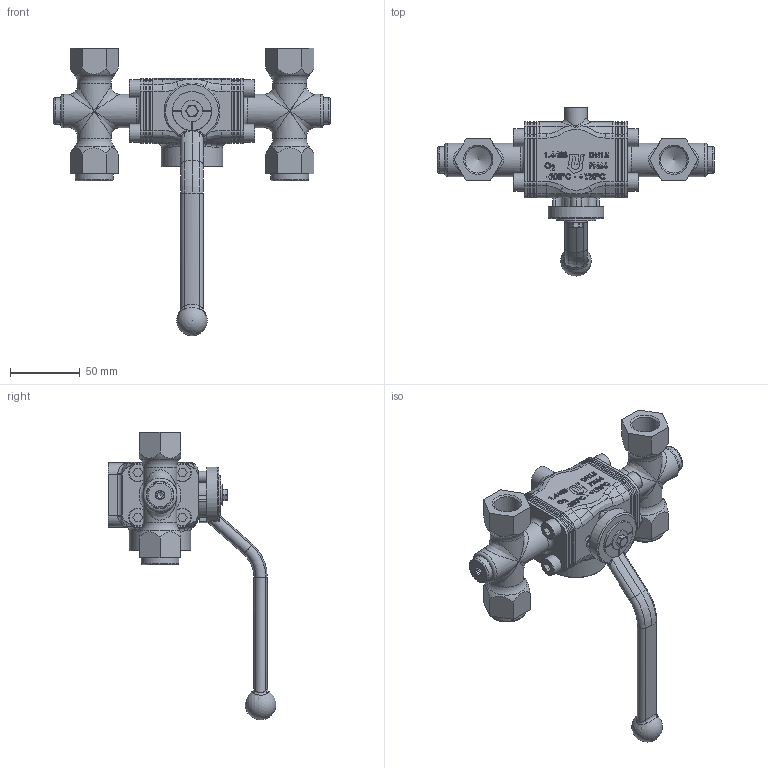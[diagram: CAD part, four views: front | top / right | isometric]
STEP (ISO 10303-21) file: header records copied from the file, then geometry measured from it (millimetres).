
FILE_DESCRIPTION(('HOOPS Exchange Step'),'2;1');
FILE_NAME('GK1600_DN15.stp','2025-12-18T12:03:46+01:00',('nieru'),('Unknown organisation'),'HOOPS Exchange 2024.2','HOOPS Exchange','Unknown authorisation');
FILE_SCHEMA( ('AP203_CONFIGURATION_CONTROLLED_3D_DESIGN_OF_MECHANICAL_PARTS_AND_ASSEMBLIES_MIM_LF') );
Length unit declared in the file: millimetre
Products named in the file (2): 0; root
Assembly tree (1 placements, depth 2):
  root
    0
Bounding box: 198 x 120.2 x 206 mm (x, y, z)
Volume: 381723.4 mm3; surface area: 68240.3 mm2
Topology: 3 solids, 17 shells, 1084 faces, 2943 edges, 1990 vertices
Faces by surface type: plane 505, bspline 259, cylinder 202, torus 80, cone 34, sphere 4
Full cylindrical faces by diameter (mm): 4.6 x3, 6.2 x2, 6.8 x8, 6.9 x1, 8 x8, 8.5 x2, 10.25 x2, 13 x8, 15 x1, 19 x4, 24 x8, 24.5 x1, 27 x2, 28 x1, 40 x1, 44 x1
Entity records: 54817 total; most frequent: CARTESIAN_POINT 29520, ORIENTED_EDGE 5702, DIRECTION 4231, EDGE_CURVE 2851, VERTEX_POINT 1882, AXIS2_PLACEMENT_3D 1423, VECTOR 1385, LINE 1385
